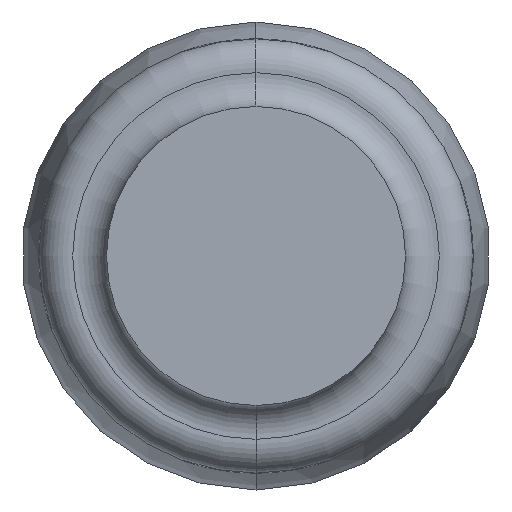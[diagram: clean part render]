
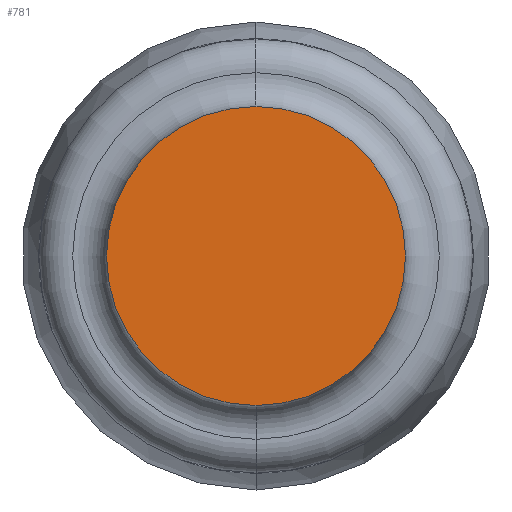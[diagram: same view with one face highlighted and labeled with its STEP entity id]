
A CAD part, front view. The second image highlights one B-rep face of the part: STEP entity #781.
In plain terms, the highlighted planar face has unit normal (0, -1, 0).
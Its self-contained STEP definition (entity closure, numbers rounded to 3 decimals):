
#75 = DIRECTION ( 'NONE',  ( 0., 0., 1. ) ) ;
#258 = CARTESIAN_POINT ( 'NONE',  ( 0., -30., -0.575 ) ) ;
#420 = EDGE_CURVE ( 'Defeature ausgef�hrt1_3+Defeature ausgef�hrt1_2+Defeature ausgef�hrt1_2+Defeature ausgef�hrt1_2', #837, #3339, #4446, .T. ) ;
#781 = ADVANCED_FACE ( 'Defeature ausgef�hrt1_2', ( #2419 ), #1387, .F. ) ;
#837 = VERTEX_POINT ( 'NONE', #258 ) ;
#1102 = AXIS2_PLACEMENT_3D ( 'NONE', #1408, #4391, #1813 ) ;
#1387 = PLANE ( 'NONE',  #1102 ) ;
#1408 = CARTESIAN_POINT ( 'NONE',  ( 0.575, -30., 0. ) ) ;
#1813 = DIRECTION ( 'NONE',  ( 0., 0., 1. ) ) ;
#1902 = AXIS2_PLACEMENT_3D ( 'NONE', #2295, #5246, #75 ) ;
#2295 = CARTESIAN_POINT ( 'NONE',  ( 0., -30., 0. ) ) ;
#2419 = FACE_OUTER_BOUND ( 'NONE', #2702, .T. ) ;
#2702 = EDGE_LOOP ( 'NONE', ( #2815, #3980 ) ) ;
#2815 = ORIENTED_EDGE ( 'NONE', *, *, #4953, .F. ) ;
#3339 = VERTEX_POINT ( 'NONE', #4983 ) ;
#3513 = DIRECTION ( 'NONE',  ( 0., 1., 0. ) ) ;
#3980 = ORIENTED_EDGE ( 'NONE', *, *, #420, .F. ) ;
#4391 = DIRECTION ( 'NONE',  ( 0., 1., 0. ) ) ;
#4446 = CIRCLE ( 'NONE', #5208, 0.575 ) ;
#4771 = CARTESIAN_POINT ( 'NONE',  ( 0., -30., 0. ) ) ;
#4803 = DIRECTION ( 'NONE',  ( 0., 0., 1. ) ) ;
#4953 = EDGE_CURVE ( 'Defeature ausgef�hrt1_3+Defeature ausgef�hrt1_2+Defeature ausgef�hrt1_2+Defeature ausgef�hrt1_2', #3339, #837, #5312, .T. ) ;
#4983 = CARTESIAN_POINT ( 'NONE',  ( 0., -30., 0.575 ) ) ;
#5208 = AXIS2_PLACEMENT_3D ( 'NONE', #4771, #3513, #4803 ) ;
#5246 = DIRECTION ( 'NONE',  ( 0., 1., 0. ) ) ;
#5312 = CIRCLE ( 'NONE', #1902, 0.575 ) ;
